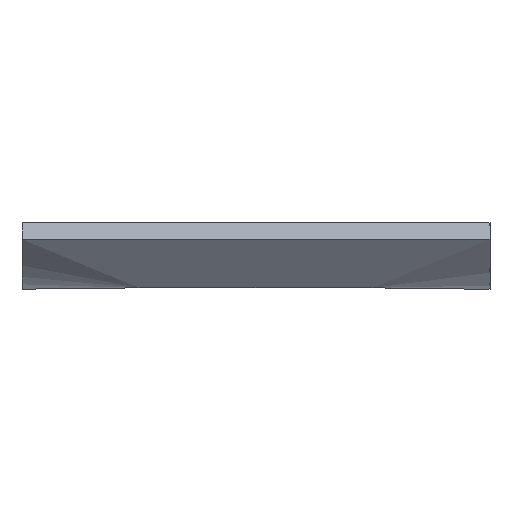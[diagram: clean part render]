
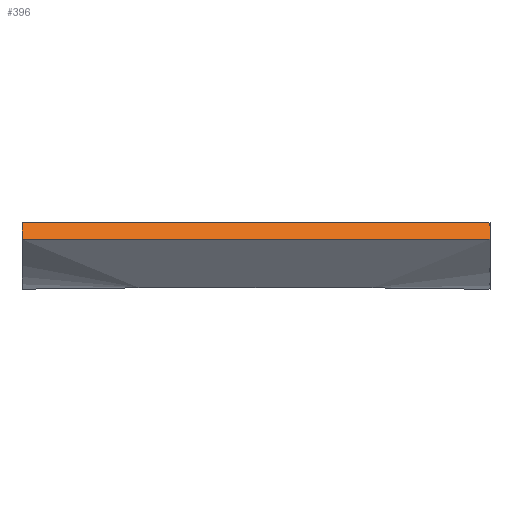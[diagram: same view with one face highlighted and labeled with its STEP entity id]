
A CAD part, top view. The second image highlights one B-rep face of the part: STEP entity #396.
In plain terms, the highlighted planar face has unit normal (0, 0.419, 0.908).
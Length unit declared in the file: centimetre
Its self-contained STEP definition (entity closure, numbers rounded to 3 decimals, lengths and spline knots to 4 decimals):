
#15=PLANE('',#442);
#40=B_SPLINE_CURVE_WITH_KNOTS('',3,(#1051,#1052,#1053,#1054),
 .UNSPECIFIED.,.F.,.F.,(4,4),(0.,20.32),.UNSPECIFIED.);
#78=FACE_OUTER_BOUND('',#110,.T.);
#110=EDGE_LOOP('',(#366,#367,#368,#369));
#113=LINE('',#1474,#124);
#121=LINE('',#1930,#132);
#122=LINE('',#2107,#133);
#124=VECTOR('',#476,1.);
#132=VECTOR('',#514,1.);
#133=VECTOR('',#515,1.);
#164=VERTEX_POINT('',#997);
#165=VERTEX_POINT('',#1050);
#182=VERTEX_POINT('',#1457);
#183=VERTEX_POINT('',#1473);
#209=EDGE_CURVE('',#164,#165,#40,.T.);
#227=EDGE_CURVE('',#183,#182,#113,.T.);
#254=EDGE_CURVE('',#182,#165,#121,.T.);
#257=EDGE_CURVE('',#183,#164,#122,.T.);
#366=ORIENTED_EDGE('',*,*,#227,.T.);
#367=ORIENTED_EDGE('',*,*,#254,.T.);
#368=ORIENTED_EDGE('',*,*,#209,.F.);
#369=ORIENTED_EDGE('',*,*,#257,.F.);
#396=ADVANCED_FACE('',(#78),#15,.F.);
#442=AXIS2_PLACEMENT_3D('',#2108,#516,#517);
#476=DIRECTION('',(1.,0.,0.));
#514=DIRECTION('',(0.,0.908,-0.419));
#515=DIRECTION('',(0.,0.908,-0.419));
#516=DIRECTION('center_axis',(0.,-0.419,-0.908));
#517=DIRECTION('ref_axis',(-1.,0.,0.));
#997=CARTESIAN_POINT('',(-10.16,2.122,39.3589));
#1050=CARTESIAN_POINT('',(10.16,2.122,39.3589));
#1051=CARTESIAN_POINT('Ctrl Pts',(-10.16,2.122,39.3589));
#1052=CARTESIAN_POINT('Ctrl Pts',(-3.3867,2.122,39.3589));
#1053=CARTESIAN_POINT('Ctrl Pts',(3.3867,2.122,39.3589));
#1054=CARTESIAN_POINT('Ctrl Pts',(10.16,2.122,39.3589));
#1457=CARTESIAN_POINT('',(10.16,1.3955,39.6938));
#1473=CARTESIAN_POINT('',(-10.16,1.3955,39.6938));
#1474=CARTESIAN_POINT('',(-10.16,1.3955,39.6938));
#1930=CARTESIAN_POINT('',(10.16,1.3955,39.6938));
#2107=CARTESIAN_POINT('',(-10.16,1.3955,39.6938));
#2108=CARTESIAN_POINT('Origin',(0.,1.7587,39.5264));
